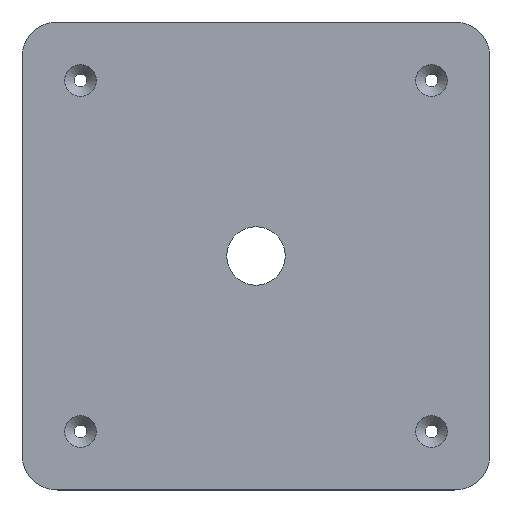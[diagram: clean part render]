
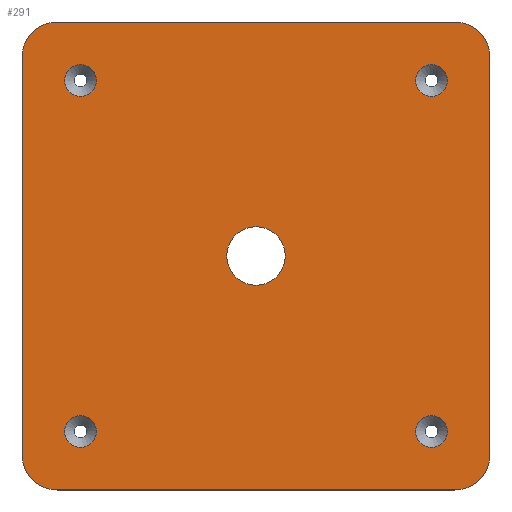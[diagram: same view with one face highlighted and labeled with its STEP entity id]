
A CAD part, top view. The second image highlights one B-rep face of the part: STEP entity #291.
In plain terms, the highlighted planar face has unit normal (0, 0, 1).
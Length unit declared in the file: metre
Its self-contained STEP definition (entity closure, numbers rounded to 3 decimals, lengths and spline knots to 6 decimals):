
#26=CIRCLE('',#315,0.03);
#28=CIRCLE('',#319,0.03);
#30=CIRCLE('',#323,0.03);
#32=CIRCLE('',#327,0.03);
#33=CIRCLE('',#329,0.025);
#34=CIRCLE('',#330,0.0135);
#35=CIRCLE('',#331,0.0135);
#36=CIRCLE('',#332,0.0135);
#37=CIRCLE('',#333,0.0135);
#81=ORIENTED_EDGE('',*,*,#143,.T.);
#82=ORIENTED_EDGE('',*,*,#144,.T.);
#83=ORIENTED_EDGE('',*,*,#145,.T.);
#84=ORIENTED_EDGE('',*,*,#146,.T.);
#85=ORIENTED_EDGE('',*,*,#147,.T.);
#86=ORIENTED_EDGE('',*,*,#121,.F.);
#87=ORIENTED_EDGE('',*,*,#125,.T.);
#88=ORIENTED_EDGE('',*,*,#128,.T.);
#89=ORIENTED_EDGE('',*,*,#131,.T.);
#90=ORIENTED_EDGE('',*,*,#134,.T.);
#91=ORIENTED_EDGE('',*,*,#137,.T.);
#92=ORIENTED_EDGE('',*,*,#140,.F.);
#93=ORIENTED_EDGE('',*,*,#142,.T.);
#121=EDGE_CURVE('',#156,#157,#183,.T.);
#125=EDGE_CURVE('',#156,#159,#26,.T.);
#128=EDGE_CURVE('',#159,#161,#188,.T.);
#131=EDGE_CURVE('',#161,#163,#28,.T.);
#134=EDGE_CURVE('',#163,#165,#192,.T.);
#137=EDGE_CURVE('',#165,#167,#30,.T.);
#140=EDGE_CURVE('',#169,#167,#196,.T.);
#142=EDGE_CURVE('',#169,#157,#32,.T.);
#143=EDGE_CURVE('',#170,#170,#33,.F.);
#144=EDGE_CURVE('',#171,#171,#34,.T.);
#145=EDGE_CURVE('',#172,#172,#35,.T.);
#146=EDGE_CURVE('',#173,#173,#36,.T.);
#147=EDGE_CURVE('',#174,#174,#37,.T.);
#156=VERTEX_POINT('',#441);
#157=VERTEX_POINT('',#443);
#159=VERTEX_POINT('',#449);
#161=VERTEX_POINT('',#455);
#163=VERTEX_POINT('',#461);
#165=VERTEX_POINT('',#467);
#167=VERTEX_POINT('',#473);
#169=VERTEX_POINT('',#479);
#170=VERTEX_POINT('',#486);
#171=VERTEX_POINT('',#488);
#172=VERTEX_POINT('',#490);
#173=VERTEX_POINT('',#492);
#174=VERTEX_POINT('',#494);
#183=LINE('',#442,#199);
#188=LINE('',#456,#204);
#192=LINE('',#468,#208);
#196=LINE('',#480,#212);
#199=VECTOR('',#353,1.);
#204=VECTOR('',#366,1.);
#208=VECTOR('',#378,1.);
#212=VECTOR('',#390,1.);
#221=EDGE_LOOP('',(#81));
#222=EDGE_LOOP('',(#82));
#223=EDGE_LOOP('',(#83));
#224=EDGE_LOOP('',(#84));
#225=EDGE_LOOP('',(#85));
#226=EDGE_LOOP('',(#86,#87,#88,#89,#90,#91,#92,#93));
#253=FACE_BOUND('',#221,.T.);
#254=FACE_BOUND('',#222,.T.);
#255=FACE_BOUND('',#223,.T.);
#256=FACE_BOUND('',#224,.T.);
#257=FACE_BOUND('',#225,.T.);
#258=FACE_BOUND('',#226,.T.);
#281=PLANE('',#328);
#291=ADVANCED_FACE('',(#253,#254,#255,#256,#257,#258),#281,.T.);
#315=AXIS2_PLACEMENT_3D('',#450,#360,#361);
#319=AXIS2_PLACEMENT_3D('',#462,#372,#373);
#323=AXIS2_PLACEMENT_3D('',#474,#384,#385);
#327=AXIS2_PLACEMENT_3D('',#483,#395,#396);
#328=AXIS2_PLACEMENT_3D('',#484,#397,#398);
#329=AXIS2_PLACEMENT_3D('',#485,#399,#400);
#330=AXIS2_PLACEMENT_3D('',#487,#401,#402);
#331=AXIS2_PLACEMENT_3D('',#489,#403,#404);
#332=AXIS2_PLACEMENT_3D('',#491,#405,#406);
#333=AXIS2_PLACEMENT_3D('',#493,#407,#408);
#353=DIRECTION('',(0.,1.,0.));
#360=DIRECTION('',(0.,0.,1.));
#361=DIRECTION('',(1.,0.,0.));
#366=DIRECTION('',(1.,0.,0.));
#372=DIRECTION('',(0.,0.,1.));
#373=DIRECTION('',(1.,0.,0.));
#378=DIRECTION('',(0.,1.,0.));
#384=DIRECTION('',(0.,0.,1.));
#385=DIRECTION('',(1.,0.,0.));
#390=DIRECTION('',(1.,0.,0.));
#395=DIRECTION('',(0.,0.,1.));
#396=DIRECTION('',(1.,0.,0.));
#397=DIRECTION('',(0.,0.,1.));
#398=DIRECTION('',(1.,0.,0.));
#399=DIRECTION('',(0.,0.,1.));
#400=DIRECTION('',(1.,0.,0.));
#401=DIRECTION('',(0.,0.,-1.));
#402=DIRECTION('',(-1.,0.,0.));
#403=DIRECTION('',(0.,0.,-1.));
#404=DIRECTION('',(-1.,0.,0.));
#405=DIRECTION('',(0.,0.,-1.));
#406=DIRECTION('',(-1.,0.,0.));
#407=DIRECTION('',(0.,0.,-1.));
#408=DIRECTION('',(-1.,0.,0.));
#441=CARTESIAN_POINT('',(0.,0.03,0.008));
#442=CARTESIAN_POINT('',(0.,0.2,0.008));
#443=CARTESIAN_POINT('',(0.,0.37,0.008));
#449=CARTESIAN_POINT('',(0.03,0.,0.008));
#450=CARTESIAN_POINT('',(0.03,0.03,0.008));
#455=CARTESIAN_POINT('',(0.37,0.,0.008));
#456=CARTESIAN_POINT('',(0.2,0.,0.008));
#461=CARTESIAN_POINT('',(0.4,0.03,0.008));
#462=CARTESIAN_POINT('',(0.37,0.03,0.008));
#467=CARTESIAN_POINT('',(0.4,0.37,0.008));
#468=CARTESIAN_POINT('',(0.4,0.2,0.008));
#473=CARTESIAN_POINT('',(0.37,0.4,0.008));
#474=CARTESIAN_POINT('',(0.37,0.37,0.008));
#479=CARTESIAN_POINT('',(0.03,0.4,0.008));
#480=CARTESIAN_POINT('',(0.2,0.4,0.008));
#483=CARTESIAN_POINT('',(0.03,0.37,0.008));
#484=CARTESIAN_POINT('',(0.2,0.2,0.008));
#485=CARTESIAN_POINT('',(0.2,0.2,0.008));
#486=CARTESIAN_POINT('',(0.225,0.2,0.008));
#487=CARTESIAN_POINT('',(0.35,0.35,0.008));
#488=CARTESIAN_POINT('',(0.3365,0.35,0.008));
#489=CARTESIAN_POINT('',(0.35,0.05,0.008));
#490=CARTESIAN_POINT('',(0.3365,0.05,0.008));
#491=CARTESIAN_POINT('',(0.05,0.05,0.008));
#492=CARTESIAN_POINT('',(0.0365,0.05,0.008));
#493=CARTESIAN_POINT('',(0.05,0.35,0.008));
#494=CARTESIAN_POINT('',(0.0365,0.35,0.008));
